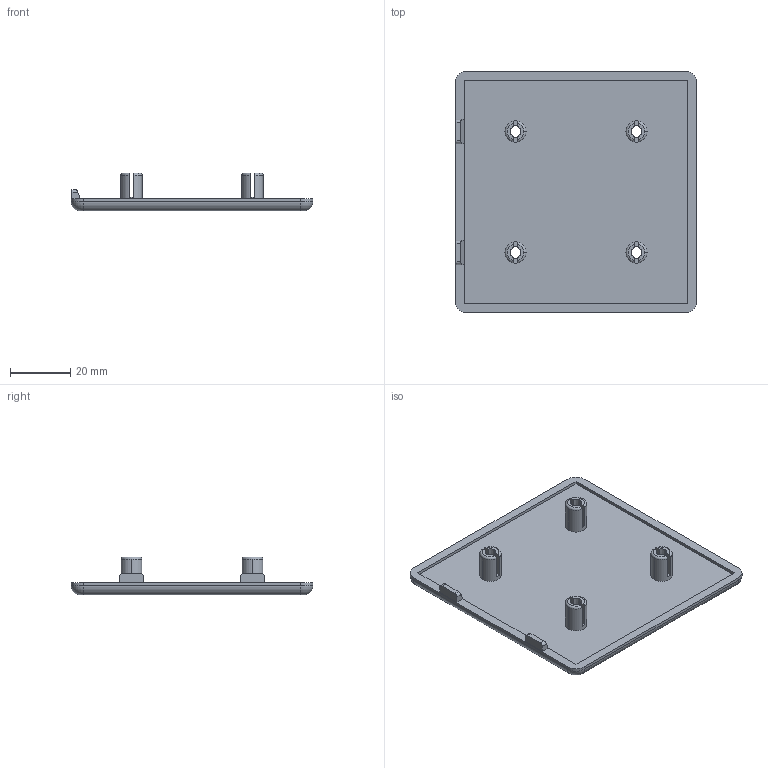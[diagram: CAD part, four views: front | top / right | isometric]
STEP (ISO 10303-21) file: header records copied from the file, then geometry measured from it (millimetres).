
FILE_DESCRIPTION (( 'STEP AP214' ), '1' );
FILE_NAME ('091069.STEP', '2014-08-22T05:48:08', ( '' ), ( '' ), 'SwSTEP 2.0', 'SolidWorks 2014', '' );
FILE_SCHEMA (( 'AUTOMOTIVE_DESIGN' ));
Length unit declared in the file: millimetre
Products named in the file (1): 091069
Bounding box: 80 x 80 x 12.5 mm (x, y, z)
Volume: 20045.2 mm3; surface area: 15407.7 mm2
Topology: 1 solids, 1 shells, 113 faces, 298 edges, 188 vertices
Faces by surface type: plane 53, cylinder 28, cone 16, torus 16
Entity records: 3730 total; most frequent: CARTESIAN_POINT 860, DIRECTION 610, ORIENTED_EDGE 596, EDGE_CURVE 298, AXIS2_PLACEMENT_3D 234, VERTEX_POINT 188, LINE 142, VECTOR 142
